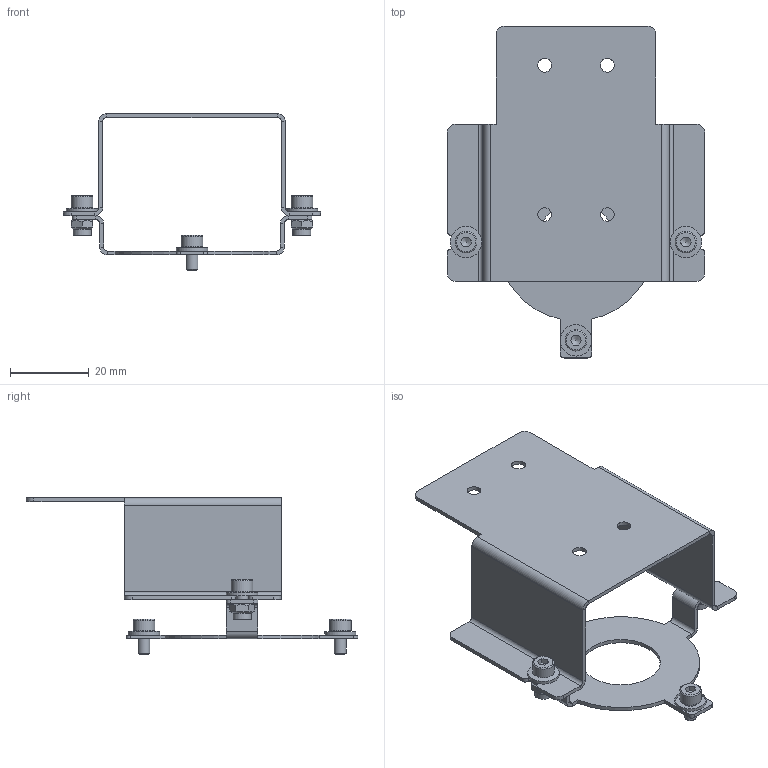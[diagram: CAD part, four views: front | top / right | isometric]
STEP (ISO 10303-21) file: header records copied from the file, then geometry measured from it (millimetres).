
FILE_DESCRIPTION(/* description */ (''),/* implementation_level */ '2;1');
FILE_NAME(/* name */ 'HS-BE-DOME-MP-VS-M3.stp',/* time_stamp */ '2021-07-21T12:33:03+02:00',/* author */ ('ck'),/* organization */ ('di-soric GmbH & Co. KG'),/* preprocessor_version */ 'ST-DEVELOPER v18.1',/* originating_system */ 'Autodesk Inventor 2021',/* authorisation */ '');
FILE_SCHEMA (('AUTOMOTIVE_DESIGN { 1 0 10303 214 3 1 1 }'));
Length unit declared in the file: millimetre
Products named in the file (1): HS-BE-DOME-MP-VS-M3
Bounding box: 65.5 x 84.5 x 39.94 mm (x, y, z)
Volume: 7463.9 mm3; surface area: 15689.1 mm2
Topology: 12 solids, 12 shells, 223 faces, 539 edges, 336 vertices
Faces by surface type: plane 122, cylinder 65, cone 28, torus 8
Full cylindrical faces by diameter (mm): 2.459 x2, 3 x4, 3.5 x8, 4.6 x2, 5.5 x4, 8 x4, 20 x1
Entity records: 6471 total; most frequent: CARTESIAN_POINT 1199, DIRECTION 1111, ORIENTED_EDGE 1070, EDGE_CURVE 535, AXIS2_PLACEMENT_3D 404, VERTEX_POINT 336, LINE 303, VECTOR 303
